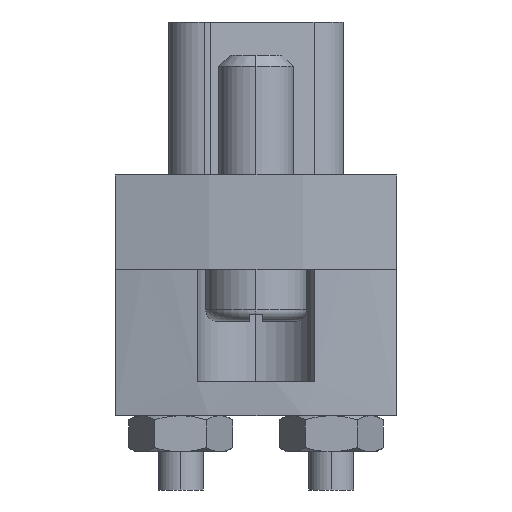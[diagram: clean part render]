
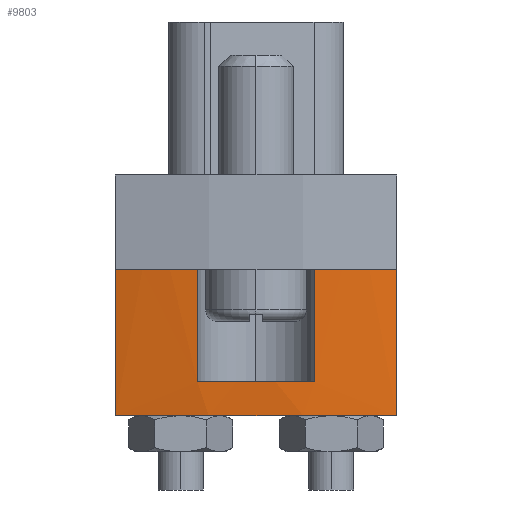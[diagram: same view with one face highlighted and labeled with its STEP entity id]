
A CAD part, left-side view. The second image highlights one B-rep face of the part: STEP entity #9803.
In plain terms, the highlighted cylindrical face has radius 26.5 mm (diameter 53 mm), a partial arc.
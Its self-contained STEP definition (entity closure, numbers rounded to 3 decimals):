
#598 = EDGE_CURVE ( 'NONE', #11836, #4734, #3199, .T. ) ;
#636 = DIRECTION ( 'NONE',  ( 0., 0., 1. ) ) ;
#656 = AXIS2_PLACEMENT_3D ( 'NONE', #2663, #10037, #3742 ) ;
#879 = DIRECTION ( 'NONE',  ( 0., 0., 1. ) ) ;
#979 = CARTESIAN_POINT ( 'NONE',  ( -25.752, -6.25, -6.5 ) ) ;
#1377 = CARTESIAN_POINT ( 'NONE',  ( -25.752, 6.25, -6.5 ) ) ;
#1521 = VECTOR ( 'NONE', #9760, 1000. ) ;
#1566 = CARTESIAN_POINT ( 'NONE',  ( -25.752, 6.25, -6.5 ) ) ;
#1773 = AXIS2_PLACEMENT_3D ( 'NONE', #10896, #4598, #11961 ) ;
#1915 = CARTESIAN_POINT ( 'NONE',  ( -25.752, -6.25, 0. ) ) ;
#1964 = CARTESIAN_POINT ( 'NONE',  ( -26.372, -2.6, 0. ) ) ;
#2153 = EDGE_CURVE ( 'NONE', #9611, #11242, #5603, .T. ) ;
#2663 = CARTESIAN_POINT ( 'NONE',  ( 0., 0., 0. ) ) ;
#2883 = ORIENTED_EDGE ( 'NONE', *, *, #3571, .F. ) ;
#3199 = LINE ( 'NONE', #10665, #5974 ) ;
#3223 = CIRCLE ( 'NONE', #6677, 26.5 ) ;
#3283 = CARTESIAN_POINT ( 'NONE',  ( -26.372, 2.6, -5. ) ) ;
#3294 = DIRECTION ( 'NONE',  ( 0., 0., -1. ) ) ;
#3450 = EDGE_CURVE ( 'NONE', #5420, #4734, #12919, .T. ) ;
#3571 = EDGE_CURVE ( 'NONE', #6143, #12039, #3223, .T. ) ;
#3742 = DIRECTION ( 'NONE',  ( 1., 0., 0. ) ) ;
#4065 = ORIENTED_EDGE ( 'NONE', *, *, #7071, .F. ) ;
#4118 = DIRECTION ( 'NONE',  ( 0., 0., 1. ) ) ;
#4369 = CIRCLE ( 'NONE', #11651, 26.5 ) ;
#4598 = DIRECTION ( 'NONE',  ( 0., 0., -1. ) ) ;
#4734 = VERTEX_POINT ( 'NONE', #3283 ) ;
#4746 = FACE_OUTER_BOUND ( 'NONE', #7883, .T. ) ;
#4853 = EDGE_CURVE ( 'NONE', #11242, #11836, #12387, .T. ) ;
#5369 = CARTESIAN_POINT ( 'NONE',  ( -26.372, -2.6, -6.5 ) ) ;
#5420 = VERTEX_POINT ( 'NONE', #5626 ) ;
#5603 = LINE ( 'NONE', #1377, #13349 ) ;
#5626 = CARTESIAN_POINT ( 'NONE',  ( -26.372, -2.6, -5. ) ) ;
#5709 = CARTESIAN_POINT ( 'NONE',  ( -25.752, 6.25, 0. ) ) ;
#5718 = AXIS2_PLACEMENT_3D ( 'NONE', #11322, #879, #8208 ) ;
#5974 = VECTOR ( 'NONE', #3294, 1000. ) ;
#6121 = ORIENTED_EDGE ( 'NONE', *, *, #11488, .T. ) ;
#6143 = VERTEX_POINT ( 'NONE', #1964 ) ;
#6677 = AXIS2_PLACEMENT_3D ( 'NONE', #6898, #636, #7955 ) ;
#6768 = CARTESIAN_POINT ( 'NONE',  ( -26.372, 2.6, 0. ) ) ;
#6898 = CARTESIAN_POINT ( 'NONE',  ( 0., 0., 0. ) ) ;
#7069 = ORIENTED_EDGE ( 'NONE', *, *, #598, .F. ) ;
#7071 = EDGE_CURVE ( 'NONE', #5420, #6143, #11204, .T. ) ;
#7097 = LINE ( 'NONE', #10815, #1521 ) ;
#7184 = EDGE_CURVE ( 'NONE', #13204, #12039, #7097, .T. ) ;
#7883 = EDGE_LOOP ( 'NONE', ( #4065, #8092, #7069, #12473, #13365, #6121, #9706, #2883 ) ) ;
#7955 = DIRECTION ( 'NONE',  ( 1., 0., 0. ) ) ;
#8092 = ORIENTED_EDGE ( 'NONE', *, *, #3450, .T. ) ;
#8208 = DIRECTION ( 'NONE',  ( 1., 0., 0. ) ) ;
#8410 = VECTOR ( 'NONE', #11683, 1000. ) ;
#8707 = DIRECTION ( 'NONE',  ( 0., 0., 1. ) ) ;
#9611 = VERTEX_POINT ( 'NONE', #1566 ) ;
#9706 = ORIENTED_EDGE ( 'NONE', *, *, #7184, .T. ) ;
#9760 = DIRECTION ( 'NONE',  ( 0., 0., 1. ) ) ;
#9803 = ADVANCED_FACE ( 'NONE', ( #4746 ), #12795, .T. ) ;
#10037 = DIRECTION ( 'NONE',  ( 0., 0., 1. ) ) ;
#10417 = CARTESIAN_POINT ( 'NONE',  ( 0., 0., -6.5 ) ) ;
#10665 = CARTESIAN_POINT ( 'NONE',  ( -26.372, 2.6, -6.5 ) ) ;
#10815 = CARTESIAN_POINT ( 'NONE',  ( -25.752, -6.25, -6.5 ) ) ;
#10896 = CARTESIAN_POINT ( 'NONE',  ( 0., 0., -5. ) ) ;
#11204 = LINE ( 'NONE', #5369, #8410 ) ;
#11242 = VERTEX_POINT ( 'NONE', #5709 ) ;
#11322 = CARTESIAN_POINT ( 'NONE',  ( 0., 0., -6.5 ) ) ;
#11468 = DIRECTION ( 'NONE',  ( 1., 0., 0. ) ) ;
#11488 = EDGE_CURVE ( 'NONE', #9611, #13204, #4369, .T. ) ;
#11651 = AXIS2_PLACEMENT_3D ( 'NONE', #10417, #4118, #11468 ) ;
#11683 = DIRECTION ( 'NONE',  ( 0., 0., 1. ) ) ;
#11836 = VERTEX_POINT ( 'NONE', #6768 ) ;
#11961 = DIRECTION ( 'NONE',  ( 1., 0., 0. ) ) ;
#12039 = VERTEX_POINT ( 'NONE', #1915 ) ;
#12387 = CIRCLE ( 'NONE', #656, 26.5 ) ;
#12473 = ORIENTED_EDGE ( 'NONE', *, *, #4853, .F. ) ;
#12795 = CYLINDRICAL_SURFACE ( 'NONE', #5718, 26.5 ) ;
#12919 = CIRCLE ( 'NONE', #1773, 26.5 ) ;
#13204 = VERTEX_POINT ( 'NONE', #979 ) ;
#13349 = VECTOR ( 'NONE', #8707, 1000. ) ;
#13365 = ORIENTED_EDGE ( 'NONE', *, *, #2153, .F. ) ;
